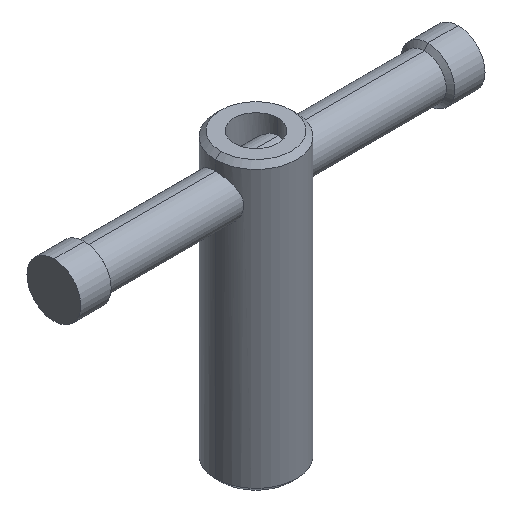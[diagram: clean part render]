
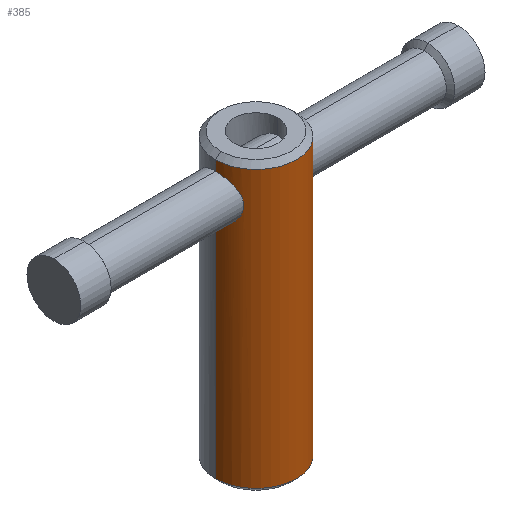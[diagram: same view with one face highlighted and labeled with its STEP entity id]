
A CAD part, isometric view. The second image highlights one B-rep face of the part: STEP entity #385.
In plain terms, the highlighted cylindrical face has radius 12 mm (diameter 24 mm), a partial arc.
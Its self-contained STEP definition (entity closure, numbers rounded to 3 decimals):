
#209=EDGE_CURVE('',#253,#311,#552,.T.);
#239=VERTEX_POINT('',#585);
#243=VERTEX_POINT('',#589);
#253=VERTEX_POINT('',#599);
#259=EDGE_CURVE('',#243,#403,#607,.T.);
#279=EDGE_CURVE('',#427,#469,#629,.T.);
#293=EDGE_CURVE('',#239,#399,#645,.T.);
#305=VERTEX_POINT('',#658);
#311=VERTEX_POINT('',#664);
#321=EDGE_CURVE('',#311,#305,#674,.T.);
#327=EDGE_CURVE('',#469,#253,#681,.T.);
#341=EDGE_CURVE('',#305,#239,#697,.T.);
#379=EDGE_CURVE('',#427,#403,#740,.T.);
#385=ADVANCED_FACE('',(#746),#747,.T.);
#399=VERTEX_POINT('',#761);
#403=VERTEX_POINT('',#765);
#405=EDGE_CURVE('',#399,#507,#767,.T.);
#425=EDGE_CURVE('',#507,#243,#788,.T.);
#427=VERTEX_POINT('',#790);
#469=VERTEX_POINT('',#838);
#507=VERTEX_POINT('',#882);
#552=B_SPLINE_CURVE_WITH_KNOTS('',3,(#925,#926,#927,#928,#929,#930,#931,#932,#933,#934,#935,#936,#937,#938,#939,#940,#941,#942),.UNSPECIFIED.,.F.,.F.,(4,2,2,2,2,2,2,2,4),(0.0,1.257,2.514,3.771,5.028,6.28,7.532,8.783,10.035),.UNSPECIFIED.);
#585=CARTESIAN_POINT('',(12.0,0.,1.5));
#589=CARTESIAN_POINT('',(12.0,0.,80.5));
#599=CARTESIAN_POINT('',(-10.087,-6.5,74.));
#607=LINE('',#1012,#1013);
#629=LINE('',#1044,#1045);
#645=LINE('',#1067,#1068);
#658=CARTESIAN_POINT('',(-12.,0.,1.5));
#664=CARTESIAN_POINT('',(-12.,0.,67.5));
#674=LINE('',#1108,#1109);
#681=B_SPLINE_CURVE_WITH_KNOTS('',3,(#1118,#1119,#1120,#1121,#1122,#1123,#1124,#1125,#1126,#1127,#1128,#1129,#1130,#1131,#1132,#1133,#1134,#1135),.UNSPECIFIED.,.F.,.F.,(4,2,2,2,2,2,2,2,4),(30.106,31.358,32.61,33.862,35.114,36.371,37.628,38.885,40.142),.UNSPECIFIED.);
#697=CIRCLE('',#1158,12.0);
#740=CIRCLE('',#1246,12.0);
#746=FACE_OUTER_BOUND('',#1254,.T.);
#747=CYLINDRICAL_SURFACE('',#1255,12.0);
#761=CARTESIAN_POINT('',(12.0,0.,67.5));
#765=CARTESIAN_POINT('',(12.0,0.,83.5));
#767=B_SPLINE_CURVE_WITH_KNOTS('',3,(#1314,#1315,#1316,#1317,#1318,#1319,#1320,#1321,#1322,#1323,#1324,#1325,#1326,#1327,#1328,#1329,#1330,#1331),.UNSPECIFIED.,.F.,.F.,(4,2,2,2,2,2,2,2,4),(30.106,31.358,32.61,33.862,35.114,36.371,37.628,38.885,40.142),.UNSPECIFIED.);
#788=B_SPLINE_CURVE_WITH_KNOTS('',3,(#1360,#1361,#1362,#1363,#1364,#1365,#1366,#1367,#1368,#1369,#1370,#1371,#1372,#1373,#1374,#1375,#1376,#1377),.UNSPECIFIED.,.F.,.F.,(4,2,2,2,2,2,2,2,4),(0.0,1.257,2.514,3.771,5.028,6.28,7.532,8.783,10.035),.UNSPECIFIED.);
#790=CARTESIAN_POINT('',(-12.,0.,83.5));
#838=CARTESIAN_POINT('',(-12.,0.,80.5));
#882=CARTESIAN_POINT('',(10.087,-6.5,74.));
#925=CARTESIAN_POINT('',(-10.087,-6.5,74.));
#926=CARTESIAN_POINT('',(-10.087,-6.5,73.581));
#927=CARTESIAN_POINT('',(-10.114,-6.459,73.152));
#928=CARTESIAN_POINT('',(-10.22,-6.29,72.304));
#929=CARTESIAN_POINT('',(-10.299,-6.162,71.886));
#930=CARTESIAN_POINT('',(-10.491,-5.828,71.09));
#931=CARTESIAN_POINT('',(-10.605,-5.622,70.71));
#932=CARTESIAN_POINT('',(-10.843,-5.148,70.009));
#933=CARTESIAN_POINT('',(-10.967,-4.88,69.688));
#934=CARTESIAN_POINT('',(-11.202,-4.313,69.121));
#935=CARTESIAN_POINT('',(-11.322,-3.993,68.853));
#936=CARTESIAN_POINT('',(-11.546,-3.292,68.379));
#937=CARTESIAN_POINT('',(-11.649,-2.911,68.172));
#938=CARTESIAN_POINT('',(-11.82,-2.113,67.838));
#939=CARTESIAN_POINT('',(-11.887,-1.694,67.71));
#940=CARTESIAN_POINT('',(-11.978,-0.846,67.541));
#941=CARTESIAN_POINT('',(-12.,-0.417,67.5));
#942=CARTESIAN_POINT('',(-12.,0.,67.5));
#1012=CARTESIAN_POINT('',(12.0,0.,42.5));
#1013=VECTOR('',#1598,1.0);
#1044=CARTESIAN_POINT('',(-12.,0.,42.5));
#1045=VECTOR('',#1624,1.0);
#1067=CARTESIAN_POINT('',(12.0,0.,42.5));
#1068=VECTOR('',#1653,1.0);
#1108=CARTESIAN_POINT('',(-12.,0.,42.5));
#1109=VECTOR('',#1672,1.0);
#1118=CARTESIAN_POINT('',(-12.,0.,80.5));
#1119=CARTESIAN_POINT('',(-12.,-0.417,80.5));
#1120=CARTESIAN_POINT('',(-11.978,-0.846,80.459));
#1121=CARTESIAN_POINT('',(-11.887,-1.694,80.29));
#1122=CARTESIAN_POINT('',(-11.82,-2.113,80.162));
#1123=CARTESIAN_POINT('',(-11.649,-2.911,79.828));
#1124=CARTESIAN_POINT('',(-11.546,-3.292,79.621));
#1125=CARTESIAN_POINT('',(-11.322,-3.993,79.147));
#1126=CARTESIAN_POINT('',(-11.202,-4.313,78.879));
#1127=CARTESIAN_POINT('',(-10.967,-4.88,78.312));
#1128=CARTESIAN_POINT('',(-10.843,-5.148,77.991));
#1129=CARTESIAN_POINT('',(-10.605,-5.622,77.29));
#1130=CARTESIAN_POINT('',(-10.491,-5.828,76.91));
#1131=CARTESIAN_POINT('',(-10.299,-6.162,76.114));
#1132=CARTESIAN_POINT('',(-10.22,-6.29,75.696));
#1133=CARTESIAN_POINT('',(-10.114,-6.459,74.848));
#1134=CARTESIAN_POINT('',(-10.087,-6.5,74.419));
#1135=CARTESIAN_POINT('',(-10.087,-6.5,74.));
#1158=AXIS2_PLACEMENT_3D('',#1712,#1713,#1714);
#1246=AXIS2_PLACEMENT_3D('',#1782,#1783,#1784);
#1254=EDGE_LOOP('',(#1787,#1788,#1789,#1790,#1791,#1792,#1793,#1794,#1795,#1796));
#1255=AXIS2_PLACEMENT_3D('',#1797,#1798,#1799);
#1314=CARTESIAN_POINT('',(12.0,0.,67.5));
#1315=CARTESIAN_POINT('',(12.0,-0.417,67.5));
#1316=CARTESIAN_POINT('',(11.978,-0.846,67.541));
#1317=CARTESIAN_POINT('',(11.887,-1.694,67.71));
#1318=CARTESIAN_POINT('',(11.82,-2.113,67.838));
#1319=CARTESIAN_POINT('',(11.649,-2.911,68.172));
#1320=CARTESIAN_POINT('',(11.546,-3.292,68.379));
#1321=CARTESIAN_POINT('',(11.322,-3.993,68.853));
#1322=CARTESIAN_POINT('',(11.202,-4.313,69.121));
#1323=CARTESIAN_POINT('',(10.967,-4.88,69.688));
#1324=CARTESIAN_POINT('',(10.843,-5.148,70.009));
#1325=CARTESIAN_POINT('',(10.605,-5.622,70.71));
#1326=CARTESIAN_POINT('',(10.491,-5.828,71.09));
#1327=CARTESIAN_POINT('',(10.299,-6.162,71.886));
#1328=CARTESIAN_POINT('',(10.22,-6.29,72.304));
#1329=CARTESIAN_POINT('',(10.114,-6.459,73.152));
#1330=CARTESIAN_POINT('',(10.087,-6.5,73.581));
#1331=CARTESIAN_POINT('',(10.087,-6.5,74.));
#1360=CARTESIAN_POINT('',(10.087,-6.5,74.));
#1361=CARTESIAN_POINT('',(10.087,-6.5,74.419));
#1362=CARTESIAN_POINT('',(10.114,-6.459,74.848));
#1363=CARTESIAN_POINT('',(10.22,-6.29,75.696));
#1364=CARTESIAN_POINT('',(10.299,-6.162,76.114));
#1365=CARTESIAN_POINT('',(10.491,-5.828,76.91));
#1366=CARTESIAN_POINT('',(10.605,-5.622,77.29));
#1367=CARTESIAN_POINT('',(10.843,-5.148,77.991));
#1368=CARTESIAN_POINT('',(10.967,-4.88,78.312));
#1369=CARTESIAN_POINT('',(11.202,-4.313,78.879));
#1370=CARTESIAN_POINT('',(11.322,-3.993,79.147));
#1371=CARTESIAN_POINT('',(11.546,-3.292,79.621));
#1372=CARTESIAN_POINT('',(11.649,-2.911,79.828));
#1373=CARTESIAN_POINT('',(11.82,-2.113,80.162));
#1374=CARTESIAN_POINT('',(11.887,-1.694,80.29));
#1375=CARTESIAN_POINT('',(11.978,-0.846,80.459));
#1376=CARTESIAN_POINT('',(12.0,-0.417,80.5));
#1377=CARTESIAN_POINT('',(12.0,0.,80.5));
#1598=DIRECTION('',(0.0,0.0,1.0));
#1624=DIRECTION('',(-0.0,-0.0,-1.0));
#1653=DIRECTION('',(0.0,0.0,1.0));
#1672=DIRECTION('',(-0.0,-0.0,-1.0));
#1712=CARTESIAN_POINT('',(0.,0.,1.5));
#1713=DIRECTION('',(0.0,-0.0,1.0));
#1714=DIRECTION('',(1.0,0.,0.0));
#1782=CARTESIAN_POINT('',(0.,0.,83.5));
#1783=DIRECTION('',(0.0,-0.0,1.0));
#1784=DIRECTION('',(1.0,0.,0.0));
#1787=ORIENTED_EDGE('',*,*,#293,.T.);
#1788=ORIENTED_EDGE('',*,*,#405,.T.);
#1789=ORIENTED_EDGE('',*,*,#425,.T.);
#1790=ORIENTED_EDGE('',*,*,#259,.T.);
#1791=ORIENTED_EDGE('',*,*,#379,.F.);
#1792=ORIENTED_EDGE('',*,*,#279,.T.);
#1793=ORIENTED_EDGE('',*,*,#327,.T.);
#1794=ORIENTED_EDGE('',*,*,#209,.T.);
#1795=ORIENTED_EDGE('',*,*,#321,.T.);
#1796=ORIENTED_EDGE('',*,*,#341,.T.);
#1797=CARTESIAN_POINT('',(0.,0.,42.5));
#1798=DIRECTION('',(-0.0,0.0,-1.0));
#1799=DIRECTION('',(1.0,0.,0.0));
